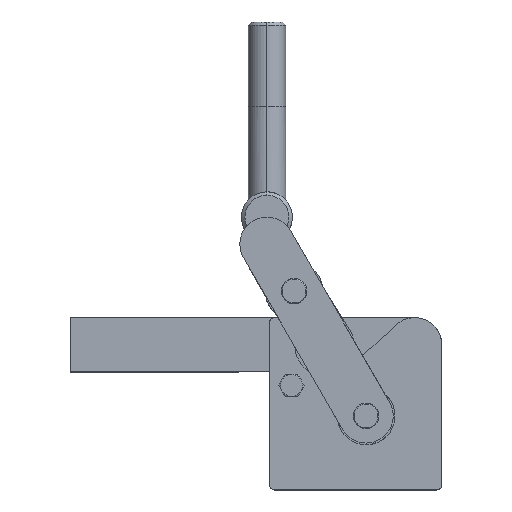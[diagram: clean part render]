
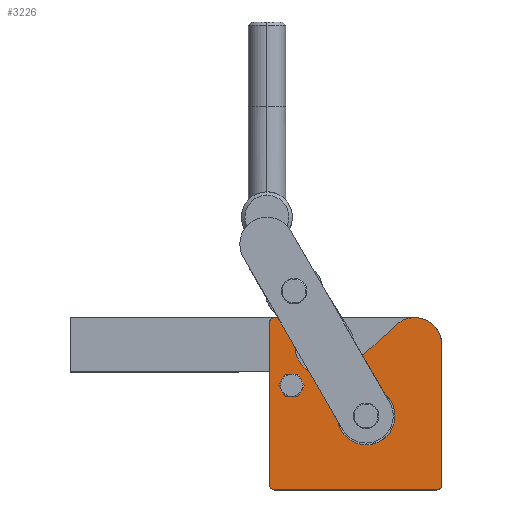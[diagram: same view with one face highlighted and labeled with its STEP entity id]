
A CAD part, top view. The second image highlights one B-rep face of the part: STEP entity #3226.
In plain terms, the highlighted planar face has unit normal (0, 0, 1).
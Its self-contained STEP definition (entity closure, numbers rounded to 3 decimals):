
#38 = VERTEX_POINT ( 'NONE', #4047 ) ;
#39 = DIRECTION ( 'NONE',  ( 1., 0., 0. ) ) ;
#231 = DIRECTION ( 'NONE',  ( 0., 0., 1. ) ) ;
#244 = ORIENTED_EDGE ( 'NONE', *, *, #1408, .T. ) ;
#349 = AXIS2_PLACEMENT_3D ( 'NONE', #654, #4927, #1290 ) ;
#457 = DIRECTION ( 'NONE',  ( 0., 0., 1. ) ) ;
#499 = DIRECTION ( 'NONE',  ( -0.736, -0.677, 0. ) ) ;
#521 = ORIENTED_EDGE ( 'NONE', *, *, #1102, .T. ) ;
#637 = CIRCLE ( 'NONE', #3298, 6.5 ) ;
#654 = CARTESIAN_POINT ( 'NONE',  ( 0., 0., 9. ) ) ;
#700 = AXIS2_PLACEMENT_3D ( 'NONE', #2813, #5670, #7046 ) ;
#741 = DIRECTION ( 'NONE',  ( 0., 0., 1. ) ) ;
#753 = VECTOR ( 'NONE', #4918, 1000. ) ;
#758 = LINE ( 'NONE', #2618, #2415 ) ;
#806 = CARTESIAN_POINT ( 'NONE',  ( -3., 95.6, 9. ) ) ;
#843 = VECTOR ( 'NONE', #499, 1000. ) ;
#1102 = EDGE_CURVE ( 'NONE', #4788, #3405, #3463, .T. ) ;
#1202 = ORIENTED_EDGE ( 'NONE', *, *, #5325, .T. ) ;
#1205 = DIRECTION ( 'NONE',  ( 1., 0., 0. ) ) ;
#1290 = DIRECTION ( 'NONE',  ( 1., 0., 0. ) ) ;
#1348 = LINE ( 'NONE', #6099, #4386 ) ;
#1408 = EDGE_CURVE ( 'NONE', #6379, #3517, #758, .T. ) ;
#1569 = EDGE_CURVE ( 'NONE', #4512, #7415, #6024, .T. ) ;
#1697 = DIRECTION ( 'NONE',  ( 1., 0., 0. ) ) ;
#1830 = CIRCLE ( 'NONE', #700, 19. ) ;
#1836 = CARTESIAN_POINT ( 'NONE',  ( 0., 95.6, 9. ) ) ;
#2018 = AXIS2_PLACEMENT_3D ( 'NONE', #7806, #5036, #2032 ) ;
#2032 = DIRECTION ( 'NONE',  ( 1., 0., 0. ) ) ;
#2037 = AXIS2_PLACEMENT_3D ( 'NONE', #6158, #2525, #6790 ) ;
#2099 = EDGE_CURVE ( 'NONE', #3405, #5321, #1348, .T. ) ;
#2228 = ORIENTED_EDGE ( 'NONE', *, *, #1569, .T. ) ;
#2229 = CARTESIAN_POINT ( 'NONE',  ( 98.6, 82.6, 9. ) ) ;
#2230 = EDGE_CURVE ( 'NONE', #38, #4512, #1830, .T. ) ;
#2410 = LINE ( 'NONE', #6752, #753 ) ;
#2415 = VECTOR ( 'NONE', #3754, 1000. ) ;
#2525 = DIRECTION ( 'NONE',  ( 0., 0., 1. ) ) ;
#2582 = CIRCLE ( 'NONE', #2037, 6.5 ) ;
#2618 = CARTESIAN_POINT ( 'NONE',  ( 98.6, 82.6, 9. ) ) ;
#2688 = LINE ( 'NONE', #5987, #843 ) ;
#2813 = CARTESIAN_POINT ( 'NONE',  ( 30.87, 82.6, 9. ) ) ;
#2904 = CARTESIAN_POINT ( 'NONE',  ( 11.87, 82.6, 9. ) ) ;
#2930 = AXIS2_PLACEMENT_3D ( 'NONE', #4116, #457, #4732 ) ;
#2942 = VERTEX_POINT ( 'NONE', #3712 ) ;
#2955 = EDGE_CURVE ( 'NONE', #7220, #7891, #637, .T. ) ;
#3069 = EDGE_LOOP ( 'NONE', ( #521, #6551, #6390, #5054, #4637, #244, #1202, #6792, #4062, #2228, #3760, #5090 ) ) ;
#3168 = DIRECTION ( 'NONE',  ( 0., 0., -1. ) ) ;
#3183 = CIRCLE ( 'NONE', #2930, 3. ) ;
#3226 = ADVANCED_FACE ( 'NONE', ( #5025, #6655 ), #5506, .T. ) ;
#3298 = AXIS2_PLACEMENT_3D ( 'NONE', #6937, #741, #6865 ) ;
#3405 = VERTEX_POINT ( 'NONE', #806 ) ;
#3463 = CIRCLE ( 'NONE', #2018, 3. ) ;
#3517 = VERTEX_POINT ( 'NONE', #2229 ) ;
#3542 = CARTESIAN_POINT ( 'NONE',  ( 10., 52.1, 9. ) ) ;
#3580 = ORIENTED_EDGE ( 'NONE', *, *, #2955, .F. ) ;
#3625 = LINE ( 'NONE', #5910, #6877 ) ;
#3690 = EDGE_CURVE ( 'NONE', #7415, #2942, #4458, .T. ) ;
#3712 = CARTESIAN_POINT ( 'NONE',  ( 2.302, 98.6, 9. ) ) ;
#3754 = DIRECTION ( 'NONE',  ( 0., 1., 0. ) ) ;
#3760 = ORIENTED_EDGE ( 'NONE', *, *, #3690, .T. ) ;
#3890 = EDGE_CURVE ( 'NONE', #5708, #4742, #3625, .T. ) ;
#3897 = CARTESIAN_POINT ( 'NONE',  ( 82.6, 82.6, 9. ) ) ;
#4047 = CARTESIAN_POINT ( 'NONE',  ( 43.725, 68.609, 9. ) ) ;
#4062 = ORIENTED_EDGE ( 'NONE', *, *, #2230, .T. ) ;
#4116 = CARTESIAN_POINT ( 'NONE',  ( 95.6, 0., 9. ) ) ;
#4386 = VECTOR ( 'NONE', #4856, 1000. ) ;
#4417 = CARTESIAN_POINT ( 'NONE',  ( 0., 98.6, 9. ) ) ;
#4458 = LINE ( 'NONE', #7694, #7552 ) ;
#4512 = VERTEX_POINT ( 'NONE', #2904 ) ;
#4513 = DIRECTION ( 'NONE',  ( 1., 0., 0. ) ) ;
#4637 = ORIENTED_EDGE ( 'NONE', *, *, #6612, .T. ) ;
#4732 = DIRECTION ( 'NONE',  ( 1., 0., 0. ) ) ;
#4742 = VERTEX_POINT ( 'NONE', #5009 ) ;
#4788 = VERTEX_POINT ( 'NONE', #4417 ) ;
#4839 = AXIS2_PLACEMENT_3D ( 'NONE', #7604, #3168, #39 ) ;
#4856 = DIRECTION ( 'NONE',  ( 0., -1., 0. ) ) ;
#4918 = DIRECTION ( 'NONE',  ( -1., 0., 0. ) ) ;
#4927 = DIRECTION ( 'NONE',  ( 0., 0., 1. ) ) ;
#5009 = CARTESIAN_POINT ( 'NONE',  ( 95.6, -3., 9. ) ) ;
#5025 = FACE_OUTER_BOUND ( 'NONE', #3069, .T. ) ;
#5036 = DIRECTION ( 'NONE',  ( 0., 0., 1. ) ) ;
#5054 = ORIENTED_EDGE ( 'NONE', *, *, #3890, .T. ) ;
#5090 = ORIENTED_EDGE ( 'NONE', *, *, #6830, .T. ) ;
#5321 = VERTEX_POINT ( 'NONE', #5727 ) ;
#5325 = EDGE_CURVE ( 'NONE', #3517, #6367, #7504, .T. ) ;
#5492 = CARTESIAN_POINT ( 'NONE',  ( 0., -3., 9. ) ) ;
#5506 = PLANE ( 'NONE',  #6239 ) ;
#5670 = DIRECTION ( 'NONE',  ( 0., 0., -1. ) ) ;
#5708 = VERTEX_POINT ( 'NONE', #5492 ) ;
#5727 = CARTESIAN_POINT ( 'NONE',  ( -3., 0., 9. ) ) ;
#5862 = AXIS2_PLACEMENT_3D ( 'NONE', #3897, #231, #4513 ) ;
#5910 = CARTESIAN_POINT ( 'NONE',  ( 0., -3., 9. ) ) ;
#5987 = CARTESIAN_POINT ( 'NONE',  ( 43.725, 68.609, 9. ) ) ;
#6024 = CIRCLE ( 'NONE', #4839, 19. ) ;
#6099 = CARTESIAN_POINT ( 'NONE',  ( -3., 95.6, 9. ) ) ;
#6158 = CARTESIAN_POINT ( 'NONE',  ( 10., 58.6, 9. ) ) ;
#6160 = EDGE_LOOP ( 'NONE', ( #3580, #7516 ) ) ;
#6239 = AXIS2_PLACEMENT_3D ( 'NONE', #1836, #6261, #1205 ) ;
#6261 = DIRECTION ( 'NONE',  ( 0., 0., 1. ) ) ;
#6367 = VERTEX_POINT ( 'NONE', #6380 ) ;
#6379 = VERTEX_POINT ( 'NONE', #7638 ) ;
#6380 = CARTESIAN_POINT ( 'NONE',  ( 71.775, 94.382, 9. ) ) ;
#6390 = ORIENTED_EDGE ( 'NONE', *, *, #7908, .T. ) ;
#6551 = ORIENTED_EDGE ( 'NONE', *, *, #2099, .T. ) ;
#6612 = EDGE_CURVE ( 'NONE', #4742, #6379, #3183, .T. ) ;
#6655 = FACE_BOUND ( 'NONE', #6160, .T. ) ;
#6752 = CARTESIAN_POINT ( 'NONE',  ( 2.302, 98.6, 9. ) ) ;
#6769 = CARTESIAN_POINT ( 'NONE',  ( 11.874, 82.98, 9. ) ) ;
#6790 = DIRECTION ( 'NONE',  ( 1., 0., 0. ) ) ;
#6792 = ORIENTED_EDGE ( 'NONE', *, *, #7259, .T. ) ;
#6830 = EDGE_CURVE ( 'NONE', #2942, #4788, #2410, .T. ) ;
#6865 = DIRECTION ( 'NONE',  ( 1., 0., 0. ) ) ;
#6877 = VECTOR ( 'NONE', #1697, 1000. ) ;
#6937 = CARTESIAN_POINT ( 'NONE',  ( 10., 58.6, 9. ) ) ;
#7046 = DIRECTION ( 'NONE',  ( 1., 0., 0. ) ) ;
#7220 = VERTEX_POINT ( 'NONE', #3542 ) ;
#7259 = EDGE_CURVE ( 'NONE', #6367, #38, #2688, .T. ) ;
#7394 = CARTESIAN_POINT ( 'NONE',  ( 10., 65.1, 9. ) ) ;
#7415 = VERTEX_POINT ( 'NONE', #6769 ) ;
#7470 = CIRCLE ( 'NONE', #349, 3. ) ;
#7504 = CIRCLE ( 'NONE', #5862, 16. ) ;
#7516 = ORIENTED_EDGE ( 'NONE', *, *, #7910, .F. ) ;
#7552 = VECTOR ( 'NONE', #7711, 1000. ) ;
#7604 = CARTESIAN_POINT ( 'NONE',  ( 30.87, 82.6, 9. ) ) ;
#7638 = CARTESIAN_POINT ( 'NONE',  ( 98.6, 0., 9. ) ) ;
#7694 = CARTESIAN_POINT ( 'NONE',  ( 11.874, 82.98, 9. ) ) ;
#7711 = DIRECTION ( 'NONE',  ( -0.522, 0.853, 0. ) ) ;
#7806 = CARTESIAN_POINT ( 'NONE',  ( 0., 95.6, 9. ) ) ;
#7891 = VERTEX_POINT ( 'NONE', #7394 ) ;
#7908 = EDGE_CURVE ( 'NONE', #5321, #5708, #7470, .T. ) ;
#7910 = EDGE_CURVE ( 'NONE', #7891, #7220, #2582, .T. ) ;
